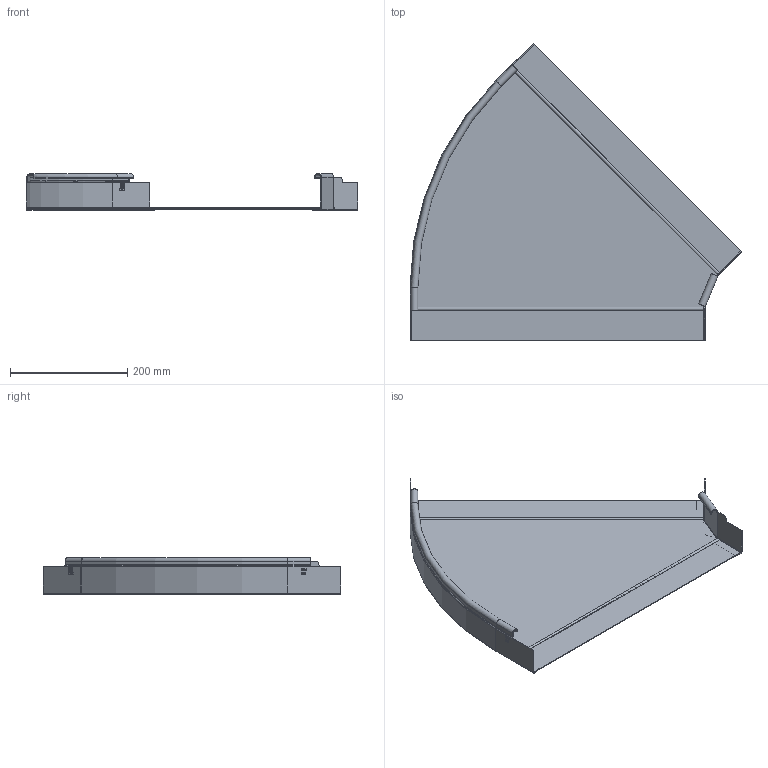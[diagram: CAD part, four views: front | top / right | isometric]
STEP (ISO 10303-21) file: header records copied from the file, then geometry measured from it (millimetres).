
FILE_DESCRIPTION((''),'2;1');
FILE_NAME('6041050_ASM','2012-10-01T',('AndreasKeweloh'),(''),'PRO/ENGINEER BY PARAMETRIC TECHNOLOGY CORPORATION, 2012230','PRO/ENGINEER BY PARAMETRIC TECHNOLOGY CORPORATION, 2012230','');
FILE_SCHEMA(('CONFIG_CONTROL_DESIGN'));
Length unit declared in the file: millimetre
Products named in the file (4): 6041050_INNENHOLM60; 6041050_BODENBLECH_500; 6041050_AUSSENHOM_350; 6041050_ASM
Assembly tree (3 placements, depth 2):
  6041050_ASM
    6041050_INNENHOLM60
    6041050_BODENBLECH_500
    6041050_AUSSENHOM_350
Bounding box: 566.23 x 507.52 x 63 mm (x, y, z)
Volume: 312323.1 mm3; surface area: 504320.7 mm2
Topology: 3 solids, 3 shells, 372 faces, 946 edges, 604 vertices
Faces by surface type: plane 233, cylinder 73, extrusion 52, torus 8, bspline 6
Entity records: 13736 total; most frequent: CARTESIAN_POINT 4795, ORIENTED_EDGE 1892, DIRECTION 1670, EDGE_CURVE 946, VECTOR 728, LINE 676, VERTEX_POINT 604, AXIS2_PLACEMENT_3D 471
